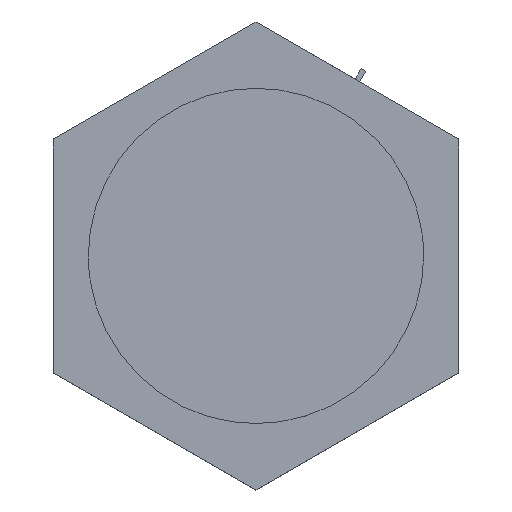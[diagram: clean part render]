
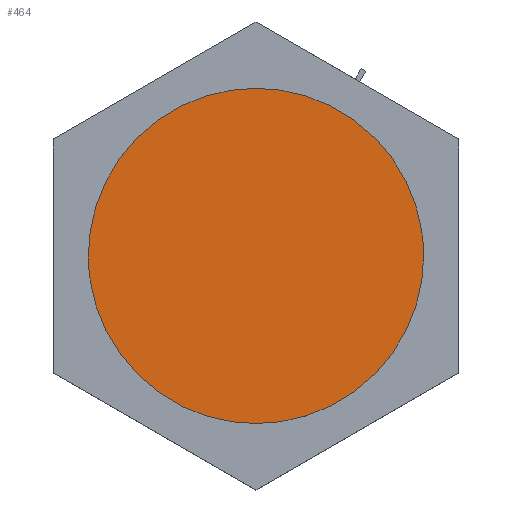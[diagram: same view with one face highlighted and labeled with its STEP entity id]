
A CAD part, top view. The second image highlights one B-rep face of the part: STEP entity #464.
In plain terms, the highlighted planar face has unit normal (0, 0, 1).
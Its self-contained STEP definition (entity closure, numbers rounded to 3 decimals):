
#464=ADVANCED_FACE('',(#635),#2621,.T.);
#635=FACE_OUTER_BOUND('',#806,.T.);
#806=EDGE_LOOP('',(#995,#996));
#995=ORIENTED_EDGE('',*,*,#1865,.F.);
#996=ORIENTED_EDGE('',*,*,#1861,.F.);
#1861=EDGE_CURVE('',#2335,#2337,#2299,.T.);
#1865=EDGE_CURVE('',#2337,#2335,#2303,.T.);
#2299=(
BOUNDED_CURVE()
B_SPLINE_CURVE(2,(#3230,#3231,#3232,#3233,#3234),.UNSPECIFIED.,.F.,.F.)
B_SPLINE_CURVE_WITH_KNOTS((3,2,3),(0.,78.54,157.08),
 .UNSPECIFIED.)
CURVE()
GEOMETRIC_REPRESENTATION_ITEM()
RATIONAL_B_SPLINE_CURVE((1.,0.707,1.,0.707,1.))
REPRESENTATION_ITEM('')
);
#2303=(
BOUNDED_CURVE()
B_SPLINE_CURVE(2,(#3244,#3245,#3246,#3247,#3248),.UNSPECIFIED.,.F.,.F.)
B_SPLINE_CURVE_WITH_KNOTS((3,2,3),(157.08,235.619,314.159),
 .UNSPECIFIED.)
CURVE()
GEOMETRIC_REPRESENTATION_ITEM()
RATIONAL_B_SPLINE_CURVE((1.,0.707,1.,0.707,1.))
REPRESENTATION_ITEM('')
);
#2335=VERTEX_POINT('',#3226);
#2337=VERTEX_POINT('',#3228);
#2621=PLANE('',#2829);
#2829=AXIS2_PLACEMENT_3D('',#3214,#2991,$);
#2991=DIRECTION('',(0.,0.,1.));
#3214=CARTESIAN_POINT('',(62.5,-2.5,21.));
#3226=CARTESIAN_POINT('',(0.,-115.,21.));
#3228=CARTESIAN_POINT('',(0.,-15.,21.));
#3230=CARTESIAN_POINT('',(0.,-115.,21.));
#3231=CARTESIAN_POINT('',(-50.,-115.,21.));
#3232=CARTESIAN_POINT('',(-50.,-65.,21.));
#3233=CARTESIAN_POINT('',(-50.,-15.,21.));
#3234=CARTESIAN_POINT('',(0.,-15.,21.));
#3244=CARTESIAN_POINT('',(0.,-15.,21.));
#3245=CARTESIAN_POINT('',(50.,-15.,21.));
#3246=CARTESIAN_POINT('',(50.,-65.,21.));
#3247=CARTESIAN_POINT('',(50.,-115.,21.));
#3248=CARTESIAN_POINT('',(0.,-115.,21.));
